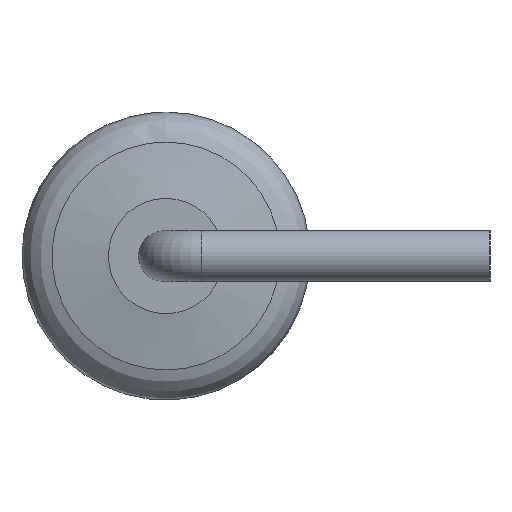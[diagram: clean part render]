
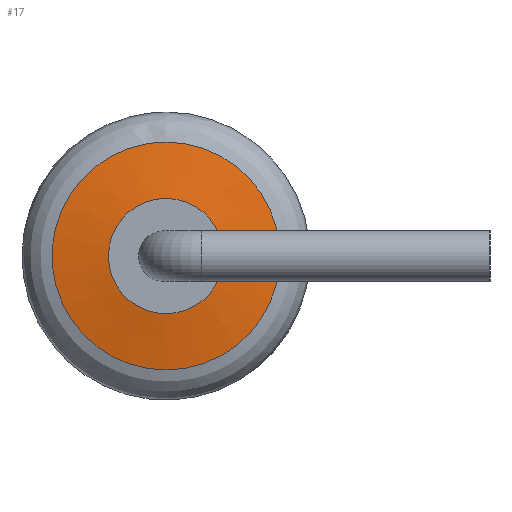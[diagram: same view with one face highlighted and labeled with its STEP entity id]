
A CAD part, left-side view. The second image highlights one B-rep face of the part: STEP entity #17.
In plain terms, the highlighted conical face has half-angle 80.538 degrees and reference radius 0.8 mm.
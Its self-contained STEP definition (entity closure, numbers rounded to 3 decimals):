
#17 = ADVANCED_FACE('',(#18),#32,.T.);
#18 = FACE_BOUND('',#19,.T.);
#19 = EDGE_LOOP('',(#20,#50,#77,#78));
#20 = ORIENTED_EDGE('',*,*,#21,.F.);
#21 = EDGE_CURVE('',#22,#24,#26,.T.);
#22 = VERTEX_POINT('',#23);
#23 = CARTESIAN_POINT('',(-4.5,0.,0.8));
#24 = VERTEX_POINT('',#25);
#25 = CARTESIAN_POINT('',(-4.37,0.,
    1.582));
#26 = SEAM_CURVE('',#27,(#31,#43),.PCURVE_S1.);
#27 = LINE('',#28,#29);
#28 = CARTESIAN_POINT('',(-4.5,0.,0.8));
#29 = VECTOR('',#30,1.);
#30 = DIRECTION('',(0.164,0.,0.986));
#31 = PCURVE('',#32,#37);
#32 = CONICAL_SURFACE('',#33,0.8,1.406);
#33 = AXIS2_PLACEMENT_3D('',#34,#35,#36);
#34 = CARTESIAN_POINT('',(-4.5,0.,0.));
#35 = DIRECTION('',(1.,0.,0.));
#36 = DIRECTION('',(0.,0.,1.));
#37 = DEFINITIONAL_REPRESENTATION('',(#38),#42);
#38 = LINE('',#39,#40);
#39 = CARTESIAN_POINT('',(0.,0.));
#40 = VECTOR('',#41,1.);
#41 = DIRECTION('',(0.,1.));
#42 = ( GEOMETRIC_REPRESENTATION_CONTEXT(2) 
PARAMETRIC_REPRESENTATION_CONTEXT() REPRESENTATION_CONTEXT('2D SPACE',''
  ) );
#43 = PCURVE('',#32,#44);
#44 = DEFINITIONAL_REPRESENTATION('',(#45),#49);
#45 = LINE('',#46,#47);
#46 = CARTESIAN_POINT('',(6.283,0.));
#47 = VECTOR('',#48,1.);
#48 = DIRECTION('',(0.,1.));
#49 = ( GEOMETRIC_REPRESENTATION_CONTEXT(2) 
PARAMETRIC_REPRESENTATION_CONTEXT() REPRESENTATION_CONTEXT('2D SPACE',''
  ) );
#50 = ORIENTED_EDGE('',*,*,#51,.T.);
#51 = EDGE_CURVE('',#22,#22,#52,.T.);
#52 = SURFACE_CURVE('',#53,(#58,#65),.PCURVE_S1.);
#53 = CIRCLE('',#54,0.8);
#54 = AXIS2_PLACEMENT_3D('',#55,#56,#57);
#55 = CARTESIAN_POINT('',(-4.5,0.,0.));
#56 = DIRECTION('',(1.,0.,0.));
#57 = DIRECTION('',(0.,0.,1.));
#58 = PCURVE('',#32,#59);
#59 = DEFINITIONAL_REPRESENTATION('',(#60),#64);
#60 = LINE('',#61,#62);
#61 = CARTESIAN_POINT('',(0.,0.));
#62 = VECTOR('',#63,1.);
#63 = DIRECTION('',(1.,0.));
#64 = ( GEOMETRIC_REPRESENTATION_CONTEXT(2) 
PARAMETRIC_REPRESENTATION_CONTEXT() REPRESENTATION_CONTEXT('2D SPACE',''
  ) );
#65 = PCURVE('',#66,#71);
#66 = PLANE('',#67);
#67 = AXIS2_PLACEMENT_3D('',#68,#69,#70);
#68 = CARTESIAN_POINT('',(-4.5,0.,0.));
#69 = DIRECTION('',(1.,0.,0.));
#70 = DIRECTION('',(0.,0.,1.));
#71 = DEFINITIONAL_REPRESENTATION('',(#72),#76);
#72 = CIRCLE('',#73,0.8);
#73 = AXIS2_PLACEMENT_2D('',#74,#75);
#74 = CARTESIAN_POINT('',(0.,0.));
#75 = DIRECTION('',(1.,0.));
#76 = ( GEOMETRIC_REPRESENTATION_CONTEXT(2) 
PARAMETRIC_REPRESENTATION_CONTEXT() REPRESENTATION_CONTEXT('2D SPACE',''
  ) );
#77 = ORIENTED_EDGE('',*,*,#21,.T.);
#78 = ORIENTED_EDGE('',*,*,#79,.F.);
#79 = EDGE_CURVE('',#24,#24,#80,.T.);
#80 = SURFACE_CURVE('',#81,(#96,#138),.PCURVE_S1.);
#81 = ( BOUNDED_CURVE() B_SPLINE_CURVE(13,(#82,#83,#84,#85,#86,#87,#88,
    #89,#90,#91,#92,#93,#94,#95),.UNSPECIFIED.,.T.,.F.) 
B_SPLINE_CURVE_WITH_KNOTS((14,14),(0.,12.566),
.PIECEWISE_BEZIER_KNOTS.) CURVE() GEOMETRIC_REPRESENTATION_ITEM() 
RATIONAL_B_SPLINE_CURVE((1.,1.,1.,1.,1.,1.,1.,1.
,1.,1.,1.,1.,1.,1.)) REPRESENTATION_ITEM('') );
#82 = CARTESIAN_POINT('',(-4.37,0.,
    1.582));
#83 = CARTESIAN_POINT('',(-4.37,-0.754,1.582
    ));
#84 = CARTESIAN_POINT('',(-4.37,-1.525,1.193
    ));
#85 = CARTESIAN_POINT('',(-4.37,-2.076,0.391
    ));
#86 = CARTESIAN_POINT('',(-4.37,-2.161,
    -0.712));
#87 = CARTESIAN_POINT('',(-4.37,-1.573,
    -1.665));
#88 = CARTESIAN_POINT('',(-4.37,-0.715,
    -2.364));
#89 = CARTESIAN_POINT('',(-4.37,0.715,-2.364
    ));
#90 = CARTESIAN_POINT('',(-4.37,1.573,-1.665
    ));
#91 = CARTESIAN_POINT('',(-4.37,2.161,-0.712)
  );
#92 = CARTESIAN_POINT('',(-4.37,2.076,0.391)
  );
#93 = CARTESIAN_POINT('',(-4.37,1.525,1.193)
  );
#94 = CARTESIAN_POINT('',(-4.37,0.754,1.582)
  );
#95 = CARTESIAN_POINT('',(-4.37,0.,
    1.582));
#96 = PCURVE('',#32,#97);
#97 = DEFINITIONAL_REPRESENTATION('',(#98),#137);
#98 = B_SPLINE_CURVE_WITH_KNOTS('',10,(#99,#100,#101,#102,#103,#104,#105
    ,#106,#107,#108,#109,#110,#111,#112,#113,#114,#115,#116,#117,#118,
    #119,#120,#121,#122,#123,#124,#125,#126,#127,#128,#129,#130,#131,
    #132,#133,#134,#135,#136),.UNSPECIFIED.,.F.,.F.,(11,9,9,9,11),(
    0.,3.142,6.283,9.425,
    12.566),.UNSPECIFIED.);
#99 = CARTESIAN_POINT('',(0.,0.13));
#100 = CARTESIAN_POINT('',(0.155,0.13));
#101 = CARTESIAN_POINT('',(0.311,0.13));
#102 = CARTESIAN_POINT('',(0.468,0.13));
#103 = CARTESIAN_POINT('',(0.625,0.13));
#104 = CARTESIAN_POINT('',(0.782,0.13));
#105 = CARTESIAN_POINT('',(0.94,0.13));
#106 = CARTESIAN_POINT('',(1.098,0.13));
#107 = CARTESIAN_POINT('',(1.255,0.13));
#108 = CARTESIAN_POINT('',(1.413,0.13));
#109 = CARTESIAN_POINT('',(1.727,0.13));
#110 = CARTESIAN_POINT('',(1.885,0.13));
#111 = CARTESIAN_POINT('',(2.042,0.13));
#112 = CARTESIAN_POINT('',(2.199,0.13));
#113 = CARTESIAN_POINT('',(2.356,0.13));
#114 = CARTESIAN_POINT('',(2.513,0.13));
#115 = CARTESIAN_POINT('',(2.67,0.13));
#116 = CARTESIAN_POINT('',(2.827,0.13));
#117 = CARTESIAN_POINT('',(2.985,0.13));
#118 = CARTESIAN_POINT('',(3.299,0.13));
#119 = CARTESIAN_POINT('',(3.456,0.13));
#120 = CARTESIAN_POINT('',(3.613,0.13));
#121 = CARTESIAN_POINT('',(3.77,0.13));
#122 = CARTESIAN_POINT('',(3.927,0.13));
#123 = CARTESIAN_POINT('',(4.084,0.13));
#124 = CARTESIAN_POINT('',(4.241,0.13));
#125 = CARTESIAN_POINT('',(4.398,0.13));
#126 = CARTESIAN_POINT('',(4.556,0.13));
#127 = CARTESIAN_POINT('',(4.87,0.13));
#128 = CARTESIAN_POINT('',(5.028,0.13));
#129 = CARTESIAN_POINT('',(5.185,0.13));
#130 = CARTESIAN_POINT('',(5.343,0.13));
#131 = CARTESIAN_POINT('',(5.501,0.13));
#132 = CARTESIAN_POINT('',(5.658,0.13));
#133 = CARTESIAN_POINT('',(5.816,0.13));
#134 = CARTESIAN_POINT('',(5.972,0.13));
#135 = CARTESIAN_POINT('',(6.128,0.13));
#136 = CARTESIAN_POINT('',(6.283,0.13));
#137 = ( GEOMETRIC_REPRESENTATION_CONTEXT(2) 
PARAMETRIC_REPRESENTATION_CONTEXT() REPRESENTATION_CONTEXT('2D SPACE',''
  ) );
#138 = PCURVE('',#139,#182);
#139 = ( BOUNDED_SURFACE() B_SPLINE_SURFACE(2,13,(
    (#140,#141,#142,#143,#144,#145,#146,#147,#148,#149,#150,#151,#152
      ,#153)
    ,(#154,#155,#156,#157,#158,#159,#160,#161,#162,#163,#164,#165,#166
      ,#167)
    ,(#168,#169,#170,#171,#172,#173,#174,#175,#176,#177,#178,#179,#180
,#181
    )),.UNSPECIFIED.,.F.,.T.,.F.) B_SPLINE_SURFACE_WITH_KNOTS((3,3),(14,
    14),(0.,12.566),(0.,12.566),
.PIECEWISE_BEZIER_KNOTS.) GEOMETRIC_REPRESENTATION_ITEM() 
RATIONAL_B_SPLINE_SURFACE((
    (1.,1.,1.,1.,1.,1.,1.,1.,1.
      ,1.,1.,1.,1.,1.)
    ,(0.763,0.763,0.763,0.763
      ,0.763,0.763,0.763,0.763
      ,0.763,0.763,0.763,0.763
      ,0.763,0.763)
    ,(1.,1.,1.,1.,1.,1.,1.,1.,1.
,1.,1.,1.,1.,1.))) REPRESENTATION_ITEM('') SURFACE() );
#140 = CARTESIAN_POINT('',(-4.37,0.,
    1.582));
#141 = CARTESIAN_POINT('',(-4.37,-0.754,
    1.582));
#142 = CARTESIAN_POINT('',(-4.37,-1.525,
    1.193));
#143 = CARTESIAN_POINT('',(-4.37,-2.076,
    0.391));
#144 = CARTESIAN_POINT('',(-4.37,-2.161,
    -0.712));
#145 = CARTESIAN_POINT('',(-4.37,-1.573,
    -1.665));
#146 = CARTESIAN_POINT('',(-4.37,-0.715,
    -2.364));
#147 = CARTESIAN_POINT('',(-4.37,0.715,
    -2.364));
#148 = CARTESIAN_POINT('',(-4.37,1.573,
    -1.665));
#149 = CARTESIAN_POINT('',(-4.37,2.161,-0.712
    ));
#150 = CARTESIAN_POINT('',(-4.37,2.076,0.391
    ));
#151 = CARTESIAN_POINT('',(-4.37,1.525,1.193
    ));
#152 = CARTESIAN_POINT('',(-4.37,0.754,1.582
    ));
#153 = CARTESIAN_POINT('',(-4.37,0.,
    1.582));
#154 = CARTESIAN_POINT('',(-4.3,0.,2.));
#155 = CARTESIAN_POINT('',(-4.3,-0.953,2.));
#156 = CARTESIAN_POINT('',(-4.3,-1.927,1.508));
#157 = CARTESIAN_POINT('',(-4.3,-2.624,0.494));
#158 = CARTESIAN_POINT('',(-4.3,-2.731,
    -0.9));
#159 = CARTESIAN_POINT('',(-4.3,-1.988,
    -2.104));
#160 = CARTESIAN_POINT('',(-4.3,-0.904,
    -2.988));
#161 = CARTESIAN_POINT('',(-4.3,0.904,
    -2.988));
#162 = CARTESIAN_POINT('',(-4.3,1.988,
    -2.104));
#163 = CARTESIAN_POINT('',(-4.3,2.731,
    -0.9));
#164 = CARTESIAN_POINT('',(-4.3,2.624,0.494));
#165 = CARTESIAN_POINT('',(-4.3,1.927,1.508));
#166 = CARTESIAN_POINT('',(-4.3,0.953,2.));
#167 = CARTESIAN_POINT('',(-4.3,0.,2.));
#168 = CARTESIAN_POINT('',(-3.876,0.,2.));
#169 = CARTESIAN_POINT('',(-3.876,-0.953,2.));
#170 = CARTESIAN_POINT('',(-3.876,-1.927,
    1.508));
#171 = CARTESIAN_POINT('',(-3.876,-2.624,0.494
    ));
#172 = CARTESIAN_POINT('',(-3.876,-2.731,
    -0.9));
#173 = CARTESIAN_POINT('',(-3.876,-1.988,
    -2.104));
#174 = CARTESIAN_POINT('',(-3.876,-0.904,
    -2.988));
#175 = CARTESIAN_POINT('',(-3.876,0.904,-2.988
    ));
#176 = CARTESIAN_POINT('',(-3.876,1.988,
    -2.104));
#177 = CARTESIAN_POINT('',(-3.876,2.731,-0.9
    ));
#178 = CARTESIAN_POINT('',(-3.876,2.624,0.494
    ));
#179 = CARTESIAN_POINT('',(-3.876,1.927,1.508)
  );
#180 = CARTESIAN_POINT('',(-3.876,0.953,2.));
#181 = CARTESIAN_POINT('',(-3.876,0.,2.));
#182 = DEFINITIONAL_REPRESENTATION('',(#183),#187);
#183 = LINE('',#184,#185);
#184 = CARTESIAN_POINT('',(0.,0.));
#185 = VECTOR('',#186,1.);
#186 = DIRECTION('',(0.,1.));
#187 = ( GEOMETRIC_REPRESENTATION_CONTEXT(2) 
PARAMETRIC_REPRESENTATION_CONTEXT() REPRESENTATION_CONTEXT('2D SPACE',''
  ) );
